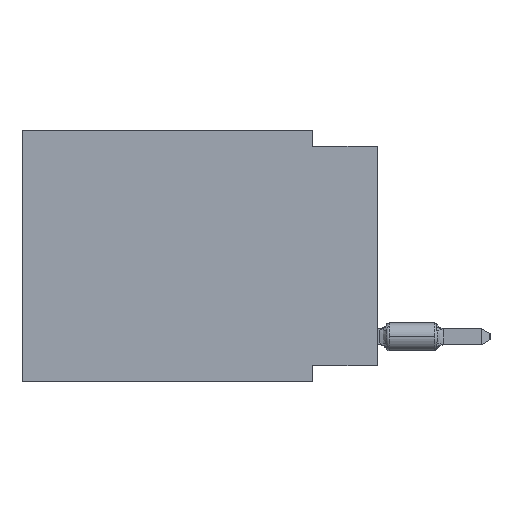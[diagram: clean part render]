
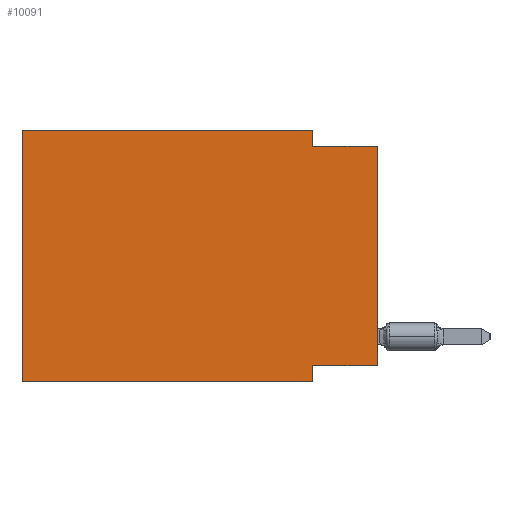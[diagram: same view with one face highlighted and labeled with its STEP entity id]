
A CAD part, left-side view. The second image highlights one B-rep face of the part: STEP entity #10091.
In plain terms, the highlighted planar face has unit normal (-1, 0, 0).
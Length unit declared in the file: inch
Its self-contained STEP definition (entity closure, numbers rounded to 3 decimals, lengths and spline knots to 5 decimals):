
#1125 = DIRECTION ( 'NONE',  ( 0., 0., 1. ) ) ;
#1131 = EDGE_CURVE ( 'NONE', #1977, #48536, #14833, .T. ) ;
#1977 = VERTEX_POINT ( 'NONE', #63976 ) ;
#2551 = ORIENTED_EDGE ( 'NONE', *, *, #64972, .F. ) ;
#3668 = ORIENTED_EDGE ( 'NONE', *, *, #58549, .F. ) ;
#7141 = ORIENTED_EDGE ( 'NONE', *, *, #1131, .T. ) ;
#7259 = VECTOR ( 'NONE', #25585, 39.37008 ) ;
#7481 = CARTESIAN_POINT ( 'NONE',  ( 0., 0., -0.365 ) ) ;
#7991 = EDGE_CURVE ( 'NONE', #69206, #15468, #38471, .T. ) ;
#8330 = DIRECTION ( 'NONE',  ( 0., 0., -1. ) ) ;
#9366 = EDGE_CURVE ( 'NONE', #69206, #61585, #70680, .T. ) ;
#9439 = CARTESIAN_POINT ( 'NONE',  ( 0., 0.55, 0. ) ) ;
#10091 = ADVANCED_FACE ( 'NONE', ( #15674 ), #21818, .F. ) ;
#10926 = VECTOR ( 'NONE', #8330, 39.37008 ) ;
#12195 = ORIENTED_EDGE ( 'NONE', *, *, #9366, .F. ) ;
#13772 = LINE ( 'NONE', #25003, #10926 ) ;
#13995 = LINE ( 'NONE', #25231, #7259 ) ;
#14833 = LINE ( 'NONE', #64148, #63962 ) ;
#15468 = VERTEX_POINT ( 'NONE', #31217 ) ;
#15575 = CARTESIAN_POINT ( 'NONE',  ( 0., 0., -0.365 ) ) ;
#15674 = FACE_OUTER_BOUND ( 'NONE', #35956, .T. ) ;
#16299 = DIRECTION ( 'NONE',  ( 0., -1., 0. ) ) ;
#17090 = CARTESIAN_POINT ( 'NONE',  ( 0., 0., 0. ) ) ;
#18578 = AXIS2_PLACEMENT_3D ( 'NONE', #27261, #31034, #69467 ) ;
#18642 = DIRECTION ( 'NONE',  ( 0., 0., -1. ) ) ;
#21818 = PLANE ( 'NONE',  #18578 ) ;
#24374 = ORIENTED_EDGE ( 'NONE', *, *, #31799, .F. ) ;
#24437 = CARTESIAN_POINT ( 'NONE',  ( 0., 0.1, -0.365 ) ) ;
#24466 = CARTESIAN_POINT ( 'NONE',  ( 0., 0., -0.025 ) ) ;
#25003 = CARTESIAN_POINT ( 'NONE',  ( 0., 0.1, 0. ) ) ;
#25231 = CARTESIAN_POINT ( 'NONE',  ( 0., 0.55, 0. ) ) ;
#25362 = DIRECTION ( 'NONE',  ( 0., -1., 0. ) ) ;
#25585 = DIRECTION ( 'NONE',  ( 0., 0., 1. ) ) ;
#27261 = CARTESIAN_POINT ( 'NONE',  ( 0., 0.55, 0. ) ) ;
#27508 = VERTEX_POINT ( 'NONE', #61913 ) ;
#28614 = ORIENTED_EDGE ( 'NONE', *, *, #36039, .F. ) ;
#30075 = VERTEX_POINT ( 'NONE', #44629 ) ;
#31034 = DIRECTION ( 'NONE',  ( 1., 0., 0. ) ) ;
#31217 = CARTESIAN_POINT ( 'NONE',  ( 0., 0., -0.025 ) ) ;
#31799 = EDGE_CURVE ( 'NONE', #1977, #27508, #13995, .T. ) ;
#32314 = VECTOR ( 'NONE', #47502, 39.37008 ) ;
#34900 = CARTESIAN_POINT ( 'NONE',  ( 0., 0.1, -0.025 ) ) ;
#34964 = LINE ( 'NONE', #46188, #52506 ) ;
#35161 = VERTEX_POINT ( 'NONE', #34900 ) ;
#35956 = EDGE_LOOP ( 'NONE', ( #43843, #28614, #2551, #65859, #24374, #7141, #3668, #12195 ) ) ;
#36039 = EDGE_CURVE ( 'NONE', #35161, #15468, #41168, .T. ) ;
#36839 = VECTOR ( 'NONE', #1125, 39.37008 ) ;
#38471 = LINE ( 'NONE', #17090, #36839 ) ;
#40551 = VECTOR ( 'NONE', #46586, 39.37008 ) ;
#41168 = LINE ( 'NONE', #24466, #40551 ) ;
#43843 = ORIENTED_EDGE ( 'NONE', *, *, #7991, .T. ) ;
#44629 = CARTESIAN_POINT ( 'NONE',  ( 0., 0.1, 0. ) ) ;
#46188 = CARTESIAN_POINT ( 'NONE',  ( 0., 0.1, -0.39 ) ) ;
#46586 = DIRECTION ( 'NONE',  ( 0., -1., 0. ) ) ;
#47502 = DIRECTION ( 'NONE',  ( 0., 1., 0. ) ) ;
#48536 = VERTEX_POINT ( 'NONE', #59840 ) ;
#52506 = VECTOR ( 'NONE', #18642, 39.37008 ) ;
#58549 = EDGE_CURVE ( 'NONE', #61585, #48536, #34964, .T. ) ;
#59093 = LINE ( 'NONE', #9439, #68549 ) ;
#59840 = CARTESIAN_POINT ( 'NONE',  ( 0., 0.1, -0.39 ) ) ;
#61585 = VERTEX_POINT ( 'NONE', #24437 ) ;
#61641 = EDGE_CURVE ( 'NONE', #27508, #30075, #59093, .T. ) ;
#61913 = CARTESIAN_POINT ( 'NONE',  ( 0., 0.55, 0. ) ) ;
#63962 = VECTOR ( 'NONE', #25362, 39.37008 ) ;
#63976 = CARTESIAN_POINT ( 'NONE',  ( 0., 0.55, -0.39 ) ) ;
#64148 = CARTESIAN_POINT ( 'NONE',  ( 0., 0.55, -0.39 ) ) ;
#64972 = EDGE_CURVE ( 'NONE', #30075, #35161, #13772, .T. ) ;
#65859 = ORIENTED_EDGE ( 'NONE', *, *, #61641, .F. ) ;
#68549 = VECTOR ( 'NONE', #16299, 39.37008 ) ;
#69206 = VERTEX_POINT ( 'NONE', #7481 ) ;
#69467 = DIRECTION ( 'NONE',  ( 0., 0., -1. ) ) ;
#70680 = LINE ( 'NONE', #15575, #32314 ) ;
